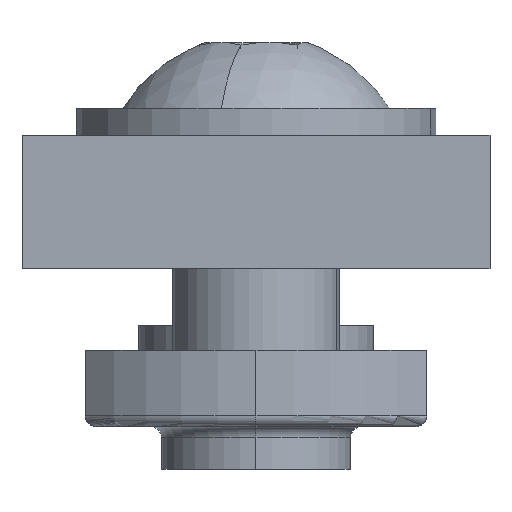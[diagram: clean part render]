
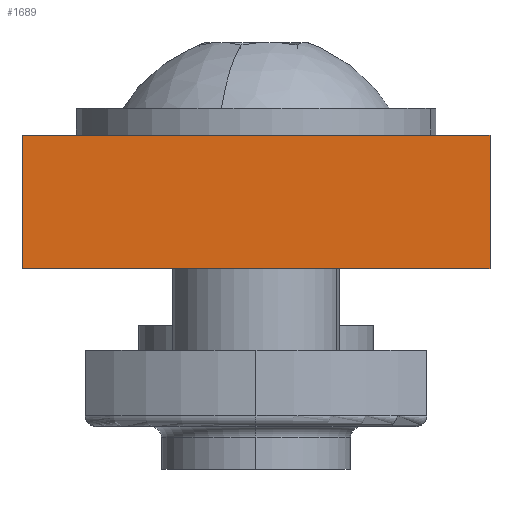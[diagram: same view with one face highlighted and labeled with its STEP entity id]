
A CAD part, front view. The second image highlights one B-rep face of the part: STEP entity #1689.
In plain terms, the highlighted planar face has unit normal (0, -1, 0).
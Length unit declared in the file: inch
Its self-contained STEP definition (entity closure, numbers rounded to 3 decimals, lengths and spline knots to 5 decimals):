
#61 = VERTEX_POINT ( 'NONE', #2865 ) ;
#131 = FACE_OUTER_BOUND ( 'NONE', #2182, .T. ) ;
#132 = PLANE ( 'NONE',  #133 ) ;
#133 = AXIS2_PLACEMENT_3D ( 'NONE', #134, #135, #136 ) ;
#134 = CARTESIAN_POINT ( 'NONE',  ( 0., 0., 0.25 ) ) ;
#135 = DIRECTION ( 'NONE',  ( 0., 1., 0. ) ) ;
#136 = DIRECTION ( 'NONE',  ( 0., 0., 1. ) ) ;
#215 = LINE ( 'NONE', #216, #217 ) ;
#216 = CARTESIAN_POINT ( 'NONE',  ( 0., 0., 0.25 ) ) ;
#217 = VECTOR ( 'NONE', #218, 39.37008 ) ;
#218 = DIRECTION ( 'NONE',  ( 1., 0., 0. ) ) ;
#234 = CARTESIAN_POINT ( 'NONE',  ( 0.875, 0., 0.25 ) ) ;
#372 = CARTESIAN_POINT ( 'NONE',  ( 0.875, 0., 0. ) ) ;
#1689 = ADVANCED_FACE ( 'NONE', ( #131 ), #132, .F. ) ;
#1853 = EDGE_CURVE ( 'NONE', #1968, #2187, #2589, .T. ) ;
#1966 = EDGE_CURVE ( 'NONE', #2229, #1968, #215, .T. ) ;
#1968 = VERTEX_POINT ( 'NONE', #234 ) ;
#2047 = ORIENTED_EDGE ( 'NONE', *, *, #2237, .T. ) ;
#2142 = ORIENTED_EDGE ( 'NONE', *, *, #2196, .T. ) ;
#2149 = ORIENTED_EDGE ( 'NONE', *, *, #1853, .F. ) ;
#2182 = EDGE_LOOP ( 'NONE', ( #2142, #2149, #2192, #2047 ) ) ;
#2187 = VERTEX_POINT ( 'NONE', #372 ) ;
#2192 = ORIENTED_EDGE ( 'NONE', *, *, #1966, .F. ) ;
#2196 = EDGE_CURVE ( 'NONE', #61, #2187, #2313, .T. ) ;
#2229 = VERTEX_POINT ( 'NONE', #2540 ) ;
#2237 = EDGE_CURVE ( 'NONE', #2229, #61, #2686, .T. ) ;
#2313 = LINE ( 'NONE', #2314, #2315 ) ;
#2314 = CARTESIAN_POINT ( 'NONE',  ( 0., 0., 0. ) ) ;
#2315 = VECTOR ( 'NONE', #2316, 39.37008 ) ;
#2316 = DIRECTION ( 'NONE',  ( 1., 0., 0. ) ) ;
#2540 = CARTESIAN_POINT ( 'NONE',  ( 0., 0., 0.25 ) ) ;
#2589 = LINE ( 'NONE', #2590, #2591 ) ;
#2590 = CARTESIAN_POINT ( 'NONE',  ( 0.875, 0., 0.25 ) ) ;
#2591 = VECTOR ( 'NONE', #2592, 39.37008 ) ;
#2592 = DIRECTION ( 'NONE',  ( 0., 0., -1. ) ) ;
#2686 = LINE ( 'NONE', #2687, #2688 ) ;
#2687 = CARTESIAN_POINT ( 'NONE',  ( 0., 0., 0.25 ) ) ;
#2688 = VECTOR ( 'NONE', #2689, 39.37008 ) ;
#2689 = DIRECTION ( 'NONE',  ( 0., 0., -1. ) ) ;
#2865 = CARTESIAN_POINT ( 'NONE',  ( 0., 0., 0. ) ) ;
